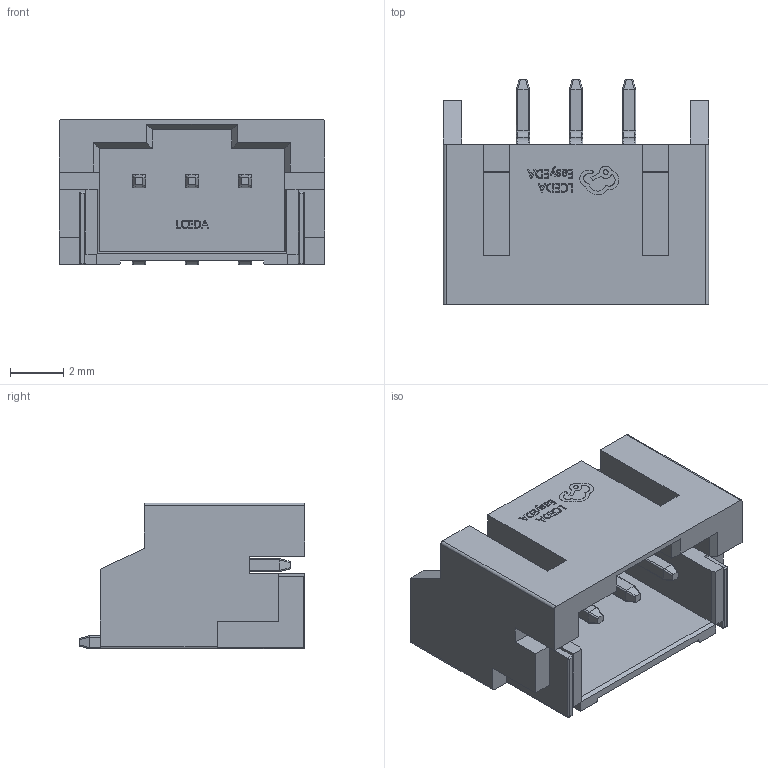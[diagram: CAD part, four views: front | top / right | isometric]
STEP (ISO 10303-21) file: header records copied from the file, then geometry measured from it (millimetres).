
FILE_DESCRIPTION (( 'STEP AP214' ), '1' );
FILE_NAME ('CONN-SMD_PH2.00-WS-3P.step', '2022-08-08T03:24:45', ( '' ), ( '' ), 'SwSTEP 2.0', 'SolidWorks 2020', '' );
FILE_SCHEMA (( 'AUTOMOTIVE_DESIGN' ));
Length unit declared in the file: millimetre
Products named in the file (1): CONN-SMD_PH2.00-WS-3P
Bounding box: 10 x 8.5 x 5.5 mm (x, y, z)
Volume: 162.9 mm3; surface area: 545.8 mm2
Topology: 16 solids, 16 shells, 597 faces, 1570 edges, 1008 vertices
Faces by surface type: plane 359, bspline 148, cylinder 74, torus 12, sphere 4
Entity records: 27584 total; most frequent: CARTESIAN_POINT 7376, ORIENTED_EDGE 3132, DIRECTION 2170, EDGE_CURVE 1566, LINE 1078, VECTOR 1078, VERTEX_POINT 1008, EDGE_LOOP 620
